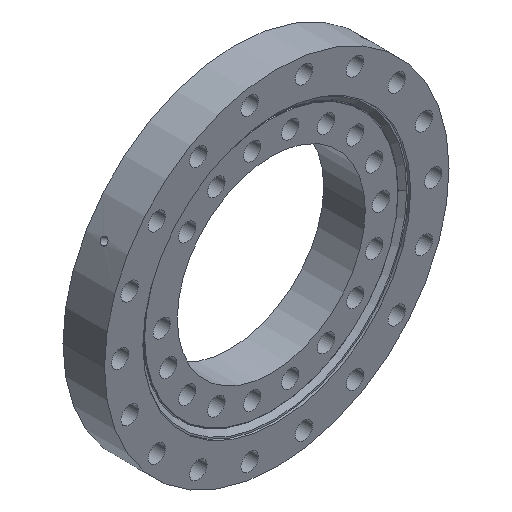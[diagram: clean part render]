
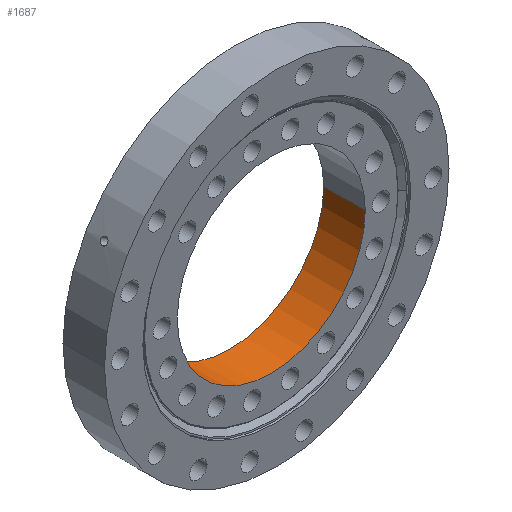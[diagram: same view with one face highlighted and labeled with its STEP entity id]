
A CAD part, isometric view. The second image highlights one B-rep face of the part: STEP entity #1687.
In plain terms, the highlighted cylindrical face has radius 120 mm (diameter 240 mm), a partial arc.
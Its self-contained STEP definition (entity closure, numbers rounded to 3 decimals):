
#73 = CARTESIAN_POINT ( 'NONE',  ( -120., 31.029, 0. ) ) ;
#164 = EDGE_CURVE ( 'NONE', #4311, #2227, #5045, .T. ) ;
#184 = EDGE_CURVE ( 'NONE', #4311, #1824, #4917, .T. ) ;
#218 = DIRECTION ( 'NONE',  ( -1., 0., 0. ) ) ;
#241 = CARTESIAN_POINT ( 'NONE',  ( -120., -23., 0. ) ) ;
#266 = ORIENTED_EDGE ( 'NONE', *, *, #385, .F. ) ;
#385 = EDGE_CURVE ( 'NONE', #2227, #4664, #3756, .T. ) ;
#431 = EDGE_CURVE ( 'NONE', #1824, #4664, #4277, .T. ) ;
#1247 = AXIS2_PLACEMENT_3D ( 'NONE', #2091, #2675, #218 ) ;
#1383 = FACE_OUTER_BOUND ( 'NONE', #4768, .T. ) ;
#1453 = CYLINDRICAL_SURFACE ( 'NONE', #1247, 120. ) ;
#1605 = ORIENTED_EDGE ( 'NONE', *, *, #431, .T. ) ;
#1687 = ADVANCED_FACE ( 'NONE', ( #1383 ), #1453, .F. ) ;
#1824 = VERTEX_POINT ( 'NONE', #2645 ) ;
#1858 = CARTESIAN_POINT ( 'NONE',  ( 120., -23., 0. ) ) ;
#1919 = ORIENTED_EDGE ( 'NONE', *, *, #184, .T. ) ;
#2026 = CARTESIAN_POINT ( 'NONE',  ( 0., 30., 0. ) ) ;
#2078 = DIRECTION ( 'NONE',  ( 0., 1., 0. ) ) ;
#2091 = CARTESIAN_POINT ( 'NONE',  ( 0., 31.029, 0. ) ) ;
#2095 = DIRECTION ( 'NONE',  ( -1., 0., 0. ) ) ;
#2227 = VERTEX_POINT ( 'NONE', #241 ) ;
#2428 = CARTESIAN_POINT ( 'NONE',  ( 120., 31.029, 0. ) ) ;
#2450 = DIRECTION ( 'NONE',  ( -1., 0., 0. ) ) ;
#2456 = DIRECTION ( 'NONE',  ( 0., 1., 0. ) ) ;
#2478 = DIRECTION ( 'NONE',  ( 0., 1., 0. ) ) ;
#2645 = CARTESIAN_POINT ( 'NONE',  ( 120., 30., 0. ) ) ;
#2675 = DIRECTION ( 'NONE',  ( 0., 1., 0. ) ) ;
#3753 = VECTOR ( 'NONE', #4549, 1000. ) ;
#3756 = LINE ( 'NONE', #73, #3753 ) ;
#4091 = CARTESIAN_POINT ( 'NONE',  ( -120., 30., 0. ) ) ;
#4277 = CIRCLE ( 'NONE', #4746, 120. ) ;
#4311 = VERTEX_POINT ( 'NONE', #1858 ) ;
#4349 = CARTESIAN_POINT ( 'NONE',  ( 0., -23., 0. ) ) ;
#4549 = DIRECTION ( 'NONE',  ( 0., 1., 0. ) ) ;
#4664 = VERTEX_POINT ( 'NONE', #4091 ) ;
#4746 = AXIS2_PLACEMENT_3D ( 'NONE', #2026, #2078, #2095 ) ;
#4768 = EDGE_LOOP ( 'NONE', ( #4934, #1919, #1605, #266 ) ) ;
#4917 = LINE ( 'NONE', #2428, #5315 ) ;
#4934 = ORIENTED_EDGE ( 'NONE', *, *, #164, .F. ) ;
#5045 = CIRCLE ( 'NONE', #5489, 120. ) ;
#5315 = VECTOR ( 'NONE', #2456, 1000. ) ;
#5489 = AXIS2_PLACEMENT_3D ( 'NONE', #4349, #2478, #2450 ) ;
